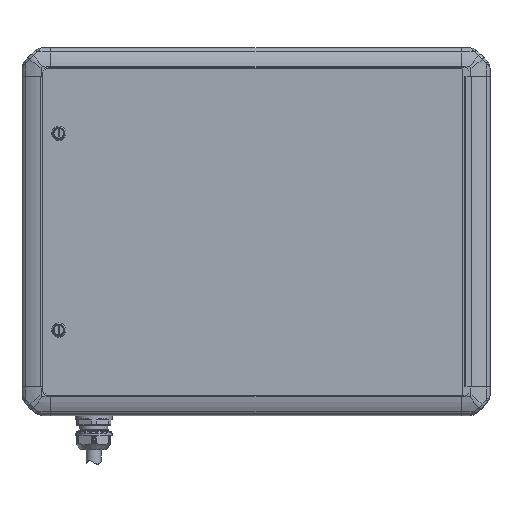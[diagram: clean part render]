
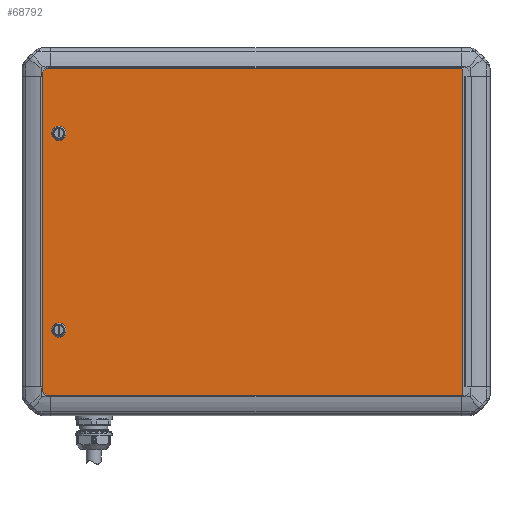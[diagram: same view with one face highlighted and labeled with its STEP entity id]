
A CAD part, top view. The second image highlights one B-rep face of the part: STEP entity #68792.
In plain terms, the highlighted planar face has unit normal (0, 0, 1).
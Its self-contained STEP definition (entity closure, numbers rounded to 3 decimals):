
#896 = ORIENTED_EDGE ( 'NONE', *, *, #97586, .F. ) ;
#2705 = CARTESIAN_POINT ( 'NONE',  ( -203., 110.5, 2. ) ) ;
#6353 = DIRECTION ( 'NONE',  ( 0.707, -0.707, 0. ) ) ;
#6906 = DIRECTION ( 'NONE',  ( 1., 0., 0. ) ) ;
#7467 = CARTESIAN_POINT ( 'NONE',  ( -220., -171., 2. ) ) ;
#8456 = CARTESIAN_POINT ( 'NONE',  ( -203., -103., 2. ) ) ;
#9145 = VERTEX_POINT ( 'NONE', #55626 ) ;
#9904 = AXIS2_PLACEMENT_3D ( 'NONE', #78333, #89337, #86734 ) ;
#10542 = VECTOR ( 'NONE', #35474, 1000. ) ;
#15718 = DIRECTION ( 'NONE',  ( 0.707, 0.707, 0. ) ) ;
#18048 = VECTOR ( 'NONE', #56868, 1000. ) ;
#19008 = DIRECTION ( 'NONE',  ( 0., 1., 0. ) ) ;
#20755 = VECTOR ( 'NONE', #15718, 1000. ) ;
#20832 = CARTESIAN_POINT ( 'NONE',  ( 220., -170., 2. ) ) ;
#22191 = DIRECTION ( 'NONE',  ( 0., 1., 0. ) ) ;
#23055 = VECTOR ( 'NONE', #6906, 1000. ) ;
#23356 = VECTOR ( 'NONE', #24695, 1000. ) ;
#23552 = DIRECTION ( 'NONE',  ( 0., 0., 1. ) ) ;
#24695 = DIRECTION ( 'NONE',  ( -0.707, 0.707, 0. ) ) ;
#24803 = EDGE_CURVE ( 'NONE', #9145, #30163, #41601, .T. ) ;
#24873 = ORIENTED_EDGE ( 'NONE', *, *, #55842, .T. ) ;
#25432 = LINE ( 'NONE', #68586, #10542 ) ;
#26860 = DIRECTION ( 'NONE',  ( 0., 0., 1. ) ) ;
#30163 = VERTEX_POINT ( 'NONE', #71007 ) ;
#31962 = CARTESIAN_POINT ( 'NONE',  ( -0.5, -390.5, 2. ) ) ;
#32823 = LINE ( 'NONE', #40680, #45311 ) ;
#33909 = ORIENTED_EDGE ( 'NONE', *, *, #98449, .T. ) ;
#33981 = ORIENTED_EDGE ( 'NONE', *, *, #100335, .F. ) ;
#35474 = DIRECTION ( 'NONE',  ( 0., -1., 0. ) ) ;
#38401 = DIRECTION ( 'NONE',  ( 1., 0., 0. ) ) ;
#38435 = CARTESIAN_POINT ( 'NONE',  ( 220., 171., 2. ) ) ;
#38439 = AXIS2_PLACEMENT_3D ( 'NONE', #73037, #47780, #73583 ) ;
#40509 = CARTESIAN_POINT ( 'NONE',  ( -220., -171., 2. ) ) ;
#40680 = CARTESIAN_POINT ( 'NONE',  ( -220., 171., 2. ) ) ;
#41601 = LINE ( 'NONE', #7467, #23055 ) ;
#41618 = EDGE_CURVE ( 'NONE', #66187, #91636, #97827, .T. ) ;
#45311 = VECTOR ( 'NONE', #109002, 1000. ) ;
#45533 = CARTESIAN_POINT ( 'NONE',  ( 220., 170., 2. ) ) ;
#47775 = CARTESIAN_POINT ( 'NONE',  ( -218., -169., 2. ) ) ;
#47780 = DIRECTION ( 'NONE',  ( 0., 0., 1. ) ) ;
#49085 = ORIENTED_EDGE ( 'NONE', *, *, #41618, .T. ) ;
#49323 = LINE ( 'NONE', #31962, #20755 ) ;
#50015 = FACE_BOUND ( 'NONE', #75431, .T. ) ;
#50633 = AXIS2_PLACEMENT_3D ( 'NONE', #8456, #26860, #19008 ) ;
#51757 = EDGE_LOOP ( 'NONE', ( #75273, #104181, #110345, #100084, #49085, #70634, #33909, #24873 ) ) ;
#52302 = CARTESIAN_POINT ( 'NONE',  ( -220., -167., 2. ) ) ;
#52687 = CIRCLE ( 'NONE', #38439, 7.5 ) ;
#52813 = CIRCLE ( 'NONE', #9904, 7.5 ) ;
#53404 = EDGE_CURVE ( 'NONE', #58005, #86726, #73289, .T. ) ;
#54531 = LINE ( 'NONE', #47775, #63013 ) ;
#54603 = CARTESIAN_POINT ( 'NONE',  ( -203., -95.5, 2. ) ) ;
#55113 = EDGE_CURVE ( 'NONE', #91636, #106802, #92469, .T. ) ;
#55283 = ORIENTED_EDGE ( 'NONE', *, *, #76740, .F. ) ;
#55626 = CARTESIAN_POINT ( 'NONE',  ( -216., -171., 2. ) ) ;
#55842 = EDGE_CURVE ( 'NONE', #108802, #77729, #73686, .T. ) ;
#56868 = DIRECTION ( 'NONE',  ( -0.707, -0.707, 0. ) ) ;
#58005 = VERTEX_POINT ( 'NONE', #2705 ) ;
#59014 = PLANE ( 'NONE',  #108311 ) ;
#59945 = EDGE_CURVE ( 'NONE', #85630, #9145, #54531, .T. ) ;
#62503 = VERTEX_POINT ( 'NONE', #54603 ) ;
#63013 = VECTOR ( 'NONE', #6353, 1000. ) ;
#65281 = CARTESIAN_POINT ( 'NONE',  ( -389., -2., 2. ) ) ;
#66187 = VERTEX_POINT ( 'NONE', #20832 ) ;
#67427 = FACE_BOUND ( 'NONE', #85081, .T. ) ;
#68314 = CARTESIAN_POINT ( 'NONE',  ( -216., 171., 2. ) ) ;
#68586 = CARTESIAN_POINT ( 'NONE',  ( -220., 171., 2. ) ) ;
#68792 = ADVANCED_FACE ( 'NONE', ( #50015, #97791, #67427 ), #59014, .T. ) ;
#69343 = EDGE_CURVE ( 'NONE', #30163, #66187, #49323, .T. ) ;
#70634 = ORIENTED_EDGE ( 'NONE', *, *, #55113, .T. ) ;
#71007 = CARTESIAN_POINT ( 'NONE',  ( 219., -171., 2. ) ) ;
#73037 = CARTESIAN_POINT ( 'NONE',  ( -203., -103., 2. ) ) ;
#73289 = CIRCLE ( 'NONE', #85814, 7.5 ) ;
#73583 = DIRECTION ( 'NONE',  ( 0., 1., 0. ) ) ;
#73686 = LINE ( 'NONE', #65281, #18048 ) ;
#74884 = CARTESIAN_POINT ( 'NONE',  ( -203., -110.5, 2. ) ) ;
#75273 = ORIENTED_EDGE ( 'NONE', *, *, #109374, .T. ) ;
#75431 = EDGE_LOOP ( 'NONE', ( #97143, #55283 ) ) ;
#76740 = EDGE_CURVE ( 'NONE', #86726, #58005, #52813, .T. ) ;
#77729 = VERTEX_POINT ( 'NONE', #94179 ) ;
#78333 = CARTESIAN_POINT ( 'NONE',  ( -203., 103., 2. ) ) ;
#79604 = VECTOR ( 'NONE', #22191, 1000. ) ;
#85081 = EDGE_LOOP ( 'NONE', ( #33981, #896 ) ) ;
#85630 = VERTEX_POINT ( 'NONE', #52302 ) ;
#85814 = AXIS2_PLACEMENT_3D ( 'NONE', #100296, #23552, #91886 ) ;
#86726 = VERTEX_POINT ( 'NONE', #91035 ) ;
#86734 = DIRECTION ( 'NONE',  ( 0., 1., 0. ) ) ;
#89337 = DIRECTION ( 'NONE',  ( 0., 0., 1. ) ) ;
#90560 = CARTESIAN_POINT ( 'NONE',  ( 219., 171., 2. ) ) ;
#91035 = CARTESIAN_POINT ( 'NONE',  ( -203., 95.5, 2. ) ) ;
#91636 = VERTEX_POINT ( 'NONE', #45533 ) ;
#91886 = DIRECTION ( 'NONE',  ( 0., 1., 0. ) ) ;
#92469 = LINE ( 'NONE', #109828, #23356 ) ;
#94179 = CARTESIAN_POINT ( 'NONE',  ( -220., 167., 2. ) ) ;
#97143 = ORIENTED_EDGE ( 'NONE', *, *, #53404, .F. ) ;
#97586 = EDGE_CURVE ( 'NONE', #103824, #62503, #98901, .T. ) ;
#97791 = FACE_OUTER_BOUND ( 'NONE', #51757, .T. ) ;
#97827 = LINE ( 'NONE', #38435, #79604 ) ;
#98449 = EDGE_CURVE ( 'NONE', #106802, #108802, #32823, .T. ) ;
#98901 = CIRCLE ( 'NONE', #50633, 7.5 ) ;
#100084 = ORIENTED_EDGE ( 'NONE', *, *, #69343, .T. ) ;
#100296 = CARTESIAN_POINT ( 'NONE',  ( -203., 103., 2. ) ) ;
#100335 = EDGE_CURVE ( 'NONE', #62503, #103824, #52687, .T. ) ;
#103824 = VERTEX_POINT ( 'NONE', #74884 ) ;
#104181 = ORIENTED_EDGE ( 'NONE', *, *, #59945, .T. ) ;
#106802 = VERTEX_POINT ( 'NONE', #90560 ) ;
#108311 = AXIS2_PLACEMENT_3D ( 'NONE', #40509, #108823, #38401 ) ;
#108802 = VERTEX_POINT ( 'NONE', #68314 ) ;
#108823 = DIRECTION ( 'NONE',  ( 0., 0., 1. ) ) ;
#109002 = DIRECTION ( 'NONE',  ( -1., 0., 0. ) ) ;
#109374 = EDGE_CURVE ( 'NONE', #77729, #85630, #25432, .T. ) ;
#109828 = CARTESIAN_POINT ( 'NONE',  ( 170.5, 219.5, 2. ) ) ;
#110345 = ORIENTED_EDGE ( 'NONE', *, *, #24803, .T. ) ;
